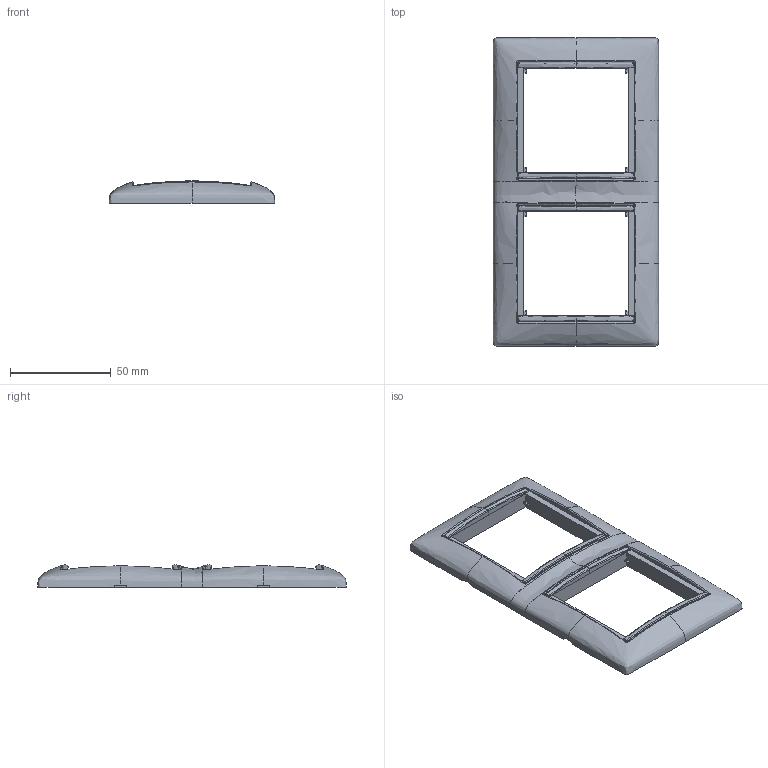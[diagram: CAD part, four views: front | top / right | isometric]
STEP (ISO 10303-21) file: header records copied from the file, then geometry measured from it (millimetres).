
FILE_DESCRIPTION(('STEP AP203'), '1');
FILE_NAME('774452', '2025-06-02T10:51:53', ('lkeadmin'), ('DC1INFRASCCM01'), 'C3D Converter', 'C3D Toolkit', '');
FILE_SCHEMA(('CONFIG_CONTROL_DESIGN'));
Length unit declared in the file: millimetre
Products named in the file (1): БЕИВ.301112.016
Bounding box: 82 x 153 x 11.07 mm (x, y, z)
Volume: 56555.6 mm3; surface area: 22054.1 mm2
Topology: 1 solids, 5 shells, 399 faces, 1055 edges, 662 vertices
Faces by surface type: bspline 188, plane 139, cylinder 64, cone 8
Entity records: 30724 total; most frequent: CARTESIAN_POINT 22675, ORIENTED_EDGE 2094, EDGE_CURVE 1047, DIRECTION 928, VERTEX_POINT 662, B_SPLINE_CURVE_WITH_KNOTS 563, FACE_BOUND 407, EDGE_LOOP 407
